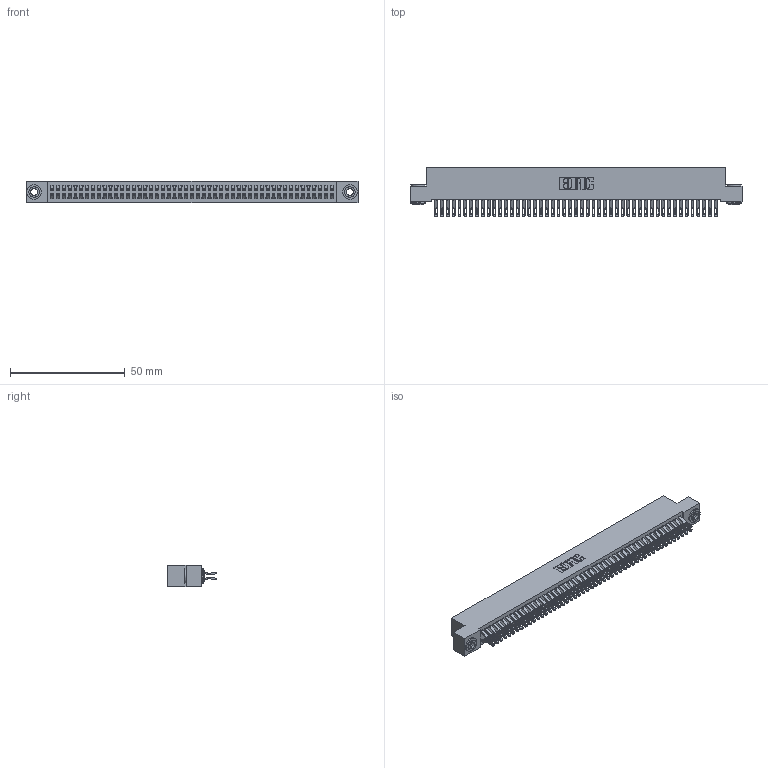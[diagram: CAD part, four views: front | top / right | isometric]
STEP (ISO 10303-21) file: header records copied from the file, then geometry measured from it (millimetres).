
FILE_DESCRIPTION (( 'STEP AP203' ), '1' );
FILE_NAME ('392-098-555-203.STEP', '2019-10-09T20:29:10', ( '' ), ( '' ), 'SwSTEP 2.0', 'SolidWorks 2016', '' );
FILE_SCHEMA (( 'CONFIG_CONTROL_DESIGN' ));
Length unit declared in the file: inch
Products named in the file (4): 342 Part_.156 TH; 345-292-001_555 Tail; 342-250-002_345-250-002-102; 392-098-555-203
Assembly tree (101 placements, depth 2):
  392-098-555-203
    342 Part_.156 TH
    345-292-001_555 Tail  x98
    342-250-002_345-250-002-102  x2
Bounding box: 144.78 x 21.47 x 9.4 mm (x, y, z)
Volume: 13336.8 mm3; surface area: 23043.7 mm2
Topology: 101 solids, 101 shells, 5832 faces, 18309 edges, 12202 vertices
Faces by surface type: plane 3408, cylinder 2416, cone 8
Entity records: 31462 total; most frequent: CARTESIAN_POINT 5215, ORIENTED_EDGE 5114, DIRECTION 4447, EDGE_CURVE 2557, LINE 2385, VECTOR 2385, VERTEX_POINT 1702, AXIS2_PLACEMENT_3D 1031
